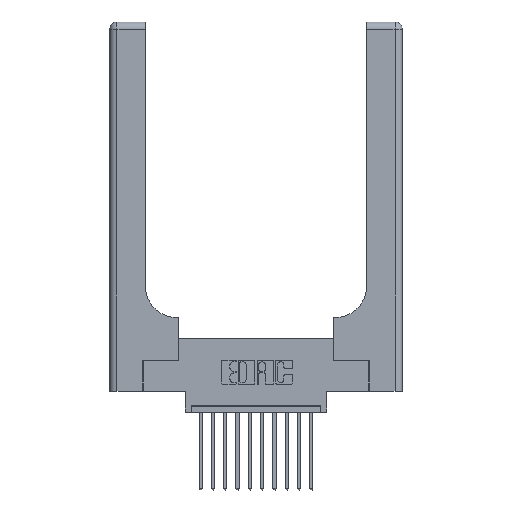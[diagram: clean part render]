
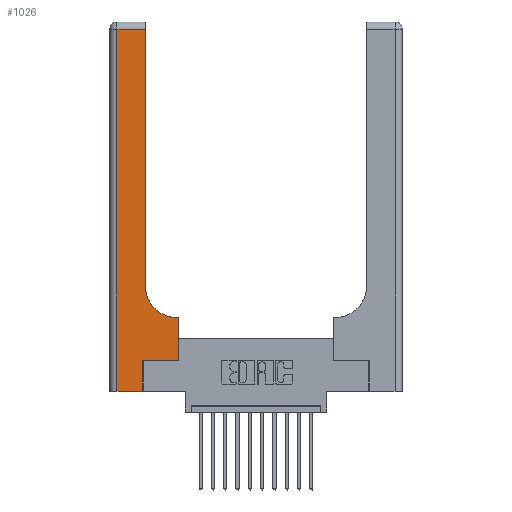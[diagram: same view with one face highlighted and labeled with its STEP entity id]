
A CAD part, top view. The second image highlights one B-rep face of the part: STEP entity #1026.
In plain terms, the highlighted planar face has unit normal (0, 0, 1).
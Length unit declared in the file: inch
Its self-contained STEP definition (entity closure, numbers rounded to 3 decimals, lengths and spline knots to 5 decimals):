
#646 = CARTESIAN_POINT ( 'NONE',  ( 0.269, 0.25, 0.37 ) ) ;
#1026 = ADVANCED_FACE ( 'NONE', ( #15503 ), #13152, .F. ) ;
#1049 = VECTOR ( 'NONE', #12620, 39.37008 ) ;
#1128 = EDGE_CURVE ( 'NONE', #9451, #5718, #11751, .T. ) ;
#1938 = CARTESIAN_POINT ( 'NONE',  ( 0.269, 0.25, 0.37 ) ) ;
#1994 = DIRECTION ( 'NONE',  ( -1., 0., 0. ) ) ;
#2198 = AXIS2_PLACEMENT_3D ( 'NONE', #5209, #14903, #5478 ) ;
#2554 = CARTESIAN_POINT ( 'NONE',  ( 0.2915, 3., 0.37 ) ) ;
#2565 = ORIENTED_EDGE ( 'NONE', *, *, #1128, .T. ) ;
#2757 = LINE ( 'NONE', #16411, #9752 ) ;
#2844 = VERTEX_POINT ( 'NONE', #5148 ) ;
#3106 = DIRECTION ( 'NONE',  ( 1., 0., 0. ) ) ;
#3308 = LINE ( 'NONE', #7255, #13664 ) ;
#4009 = CARTESIAN_POINT ( 'NONE',  ( 0.2915, 2.94, 0.37 ) ) ;
#4027 = ORIENTED_EDGE ( 'NONE', *, *, #15718, .T. ) ;
#4559 = VERTEX_POINT ( 'NONE', #8820 ) ;
#4584 = LINE ( 'NONE', #5939, #1049 ) ;
#4610 = CARTESIAN_POINT ( 'NONE',  ( 0., 2.94, 0.37 ) ) ;
#4698 = CARTESIAN_POINT ( 'NONE',  ( 0.2915, 0.6, 0.37 ) ) ;
#5023 = CARTESIAN_POINT ( 'NONE',  ( 0.269, 0., 0.37 ) ) ;
#5054 = CARTESIAN_POINT ( 'NONE',  ( 0.5585, 0.25, 0.37 ) ) ;
#5118 = VERTEX_POINT ( 'NONE', #14385 ) ;
#5148 = CARTESIAN_POINT ( 'NONE',  ( 0.5585, 0.6, 0.37 ) ) ;
#5155 = VECTOR ( 'NONE', #13924, 39.37008 ) ;
#5185 = DIRECTION ( 'NONE',  ( 0., 1., 0. ) ) ;
#5209 = CARTESIAN_POINT ( 'NONE',  ( 0., 3., 0.37 ) ) ;
#5336 = ORIENTED_EDGE ( 'NONE', *, *, #6745, .T. ) ;
#5478 = DIRECTION ( 'NONE',  ( -1., 0., 0. ) ) ;
#5718 = VERTEX_POINT ( 'NONE', #5054 ) ;
#5719 = VECTOR ( 'NONE', #17072, 39.37008 ) ;
#5939 = CARTESIAN_POINT ( 'NONE',  ( 0.5585, 0.25, 0.37 ) ) ;
#6745 = EDGE_CURVE ( 'NONE', #8546, #4559, #3308, .T. ) ;
#7255 = CARTESIAN_POINT ( 'NONE',  ( 0.06, 3., 0.37 ) ) ;
#7719 = EDGE_CURVE ( 'NONE', #13184, #9451, #16320, .T. ) ;
#7758 = VERTEX_POINT ( 'NONE', #4009 ) ;
#8080 = ORIENTED_EDGE ( 'NONE', *, *, #14422, .T. ) ;
#8203 = DIRECTION ( 'NONE',  ( 0., 0., -1. ) ) ;
#8401 = DIRECTION ( 'NONE',  ( 1., 0., 0. ) ) ;
#8516 = EDGE_LOOP ( 'NONE', ( #8080, #11450, #5336, #13589, #16039, #2565, #8915, #4027, #16507 ) ) ;
#8546 = VERTEX_POINT ( 'NONE', #15570 ) ;
#8820 = CARTESIAN_POINT ( 'NONE',  ( 0.06, 0., 0.37 ) ) ;
#8915 = ORIENTED_EDGE ( 'NONE', *, *, #15775, .T. ) ;
#9063 = LINE ( 'NONE', #4610, #5155 ) ;
#9257 = LINE ( 'NONE', #2554, #15912 ) ;
#9451 = VERTEX_POINT ( 'NONE', #646 ) ;
#9752 = VECTOR ( 'NONE', #8401, 39.37008 ) ;
#10371 = AXIS2_PLACEMENT_3D ( 'NONE', #10988, #8203, #10866 ) ;
#10509 = CARTESIAN_POINT ( 'NONE',  ( 0.269, 0., 0.37 ) ) ;
#10866 = DIRECTION ( 'NONE',  ( 1., 0., 0. ) ) ;
#10988 = CARTESIAN_POINT ( 'NONE',  ( 0.5415, 0.85, 0.37 ) ) ;
#11280 = EDGE_CURVE ( 'NONE', #4559, #13184, #2757, .T. ) ;
#11341 = VECTOR ( 'NONE', #3106, 39.37008 ) ;
#11450 = ORIENTED_EDGE ( 'NONE', *, *, #13378, .T. ) ;
#11751 = LINE ( 'NONE', #1938, #11341 ) ;
#12366 = DIRECTION ( 'NONE',  ( 0., -1., 0. ) ) ;
#12620 = DIRECTION ( 'NONE',  ( 0., 1., 0. ) ) ;
#12705 = CARTESIAN_POINT ( 'NONE',  ( 0.2915, 0.85, 0.37 ) ) ;
#13052 = VECTOR ( 'NONE', #1994, 39.37008 ) ;
#13152 = PLANE ( 'NONE',  #2198 ) ;
#13184 = VERTEX_POINT ( 'NONE', #5023 ) ;
#13378 = EDGE_CURVE ( 'NONE', #7758, #8546, #9063, .T. ) ;
#13589 = ORIENTED_EDGE ( 'NONE', *, *, #11280, .T. ) ;
#13664 = VECTOR ( 'NONE', #12366, 39.37008 ) ;
#13903 = LINE ( 'NONE', #4698, #13052 ) ;
#13924 = DIRECTION ( 'NONE',  ( -1., 0., 0. ) ) ;
#14288 = CIRCLE ( 'NONE', #10371, 0.25 ) ;
#14385 = CARTESIAN_POINT ( 'NONE',  ( 0.5415, 0.6, 0.37 ) ) ;
#14422 = EDGE_CURVE ( 'NONE', #15192, #7758, #9257, .T. ) ;
#14903 = DIRECTION ( 'NONE',  ( 0., 0., -1. ) ) ;
#15192 = VERTEX_POINT ( 'NONE', #12705 ) ;
#15503 = FACE_OUTER_BOUND ( 'NONE', #8516, .T. ) ;
#15570 = CARTESIAN_POINT ( 'NONE',  ( 0.06, 2.94, 0.37 ) ) ;
#15718 = EDGE_CURVE ( 'NONE', #2844, #5118, #13903, .T. ) ;
#15775 = EDGE_CURVE ( 'NONE', #5718, #2844, #4584, .T. ) ;
#15912 = VECTOR ( 'NONE', #5185, 39.37008 ) ;
#16039 = ORIENTED_EDGE ( 'NONE', *, *, #7719, .T. ) ;
#16320 = LINE ( 'NONE', #10509, #5719 ) ;
#16411 = CARTESIAN_POINT ( 'NONE',  ( 0., 0., 0.37 ) ) ;
#16507 = ORIENTED_EDGE ( 'NONE', *, *, #16626, .T. ) ;
#16626 = EDGE_CURVE ( 'NONE', #5118, #15192, #14288, .T. ) ;
#17072 = DIRECTION ( 'NONE',  ( 0., 1., 0. ) ) ;
